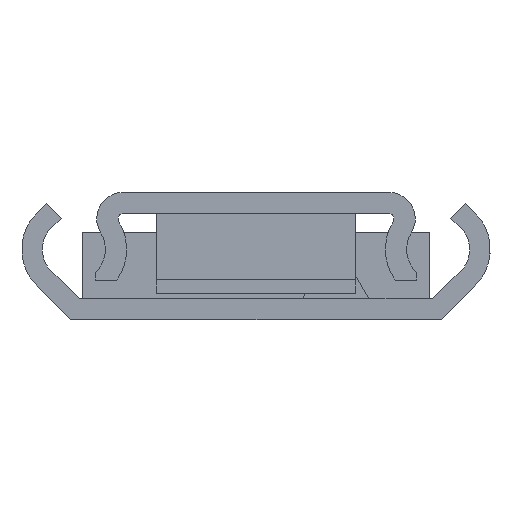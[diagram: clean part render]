
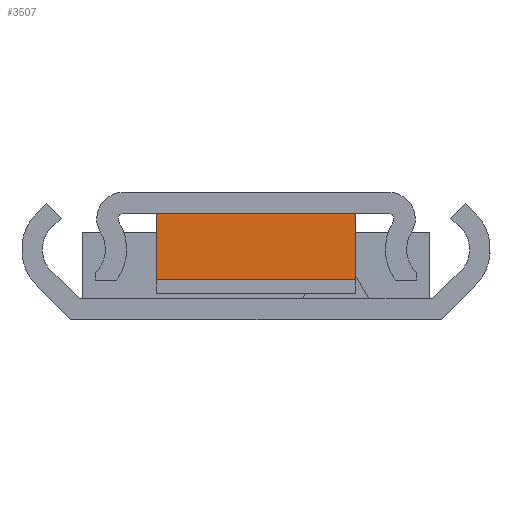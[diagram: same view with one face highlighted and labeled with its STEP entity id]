
A CAD part, left-side view. The second image highlights one B-rep face of the part: STEP entity #3507.
In plain terms, the highlighted planar face has unit normal (-1, 0, 0).
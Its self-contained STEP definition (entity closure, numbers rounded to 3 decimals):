
#46 = VERTEX_POINT ( 'NONE', #1590 ) ;
#79 = VERTEX_POINT ( 'NONE', #1582 ) ;
#316 = VERTEX_POINT ( 'NONE', #1551 ) ;
#340 = VERTEX_POINT ( 'NONE', #2538 ) ;
#726 = CARTESIAN_POINT ( 'NONE',  ( 147.2, 7.5, 5. ) ) ;
#727 = DIRECTION ( 'NONE',  ( 0., 0., 1. ) ) ;
#876 = ORIENTED_EDGE ( 'NONE', *, *, #1982, .T. ) ;
#877 = ORIENTED_EDGE ( 'NONE', *, *, #3564, .F. ) ;
#878 = ORIENTED_EDGE ( 'NONE', *, *, #1878, .F. ) ;
#880 = ORIENTED_EDGE ( 'NONE', *, *, #3522, .T. ) ;
#968 = LINE ( 'NONE', #2614, #3630 ) ;
#1136 = VECTOR ( 'NONE', #727, 1000. ) ;
#1426 = FACE_OUTER_BOUND ( 'NONE', #2789, .T. ) ;
#1446 = LINE ( 'NONE', #2175, #3477 ) ;
#1483 = LINE ( 'NONE', #726, #1136 ) ;
#1551 = CARTESIAN_POINT ( 'NONE',  ( 147.2, 7.5, 5. ) ) ;
#1582 = CARTESIAN_POINT ( 'NONE',  ( 147.2, -7.5, 0. ) ) ;
#1590 = CARTESIAN_POINT ( 'NONE',  ( 147.2, 7.5, 0. ) ) ;
#1878 = EDGE_CURVE ( 'NONE', #316, #340, #968, .T. ) ;
#1982 = EDGE_CURVE ( 'NONE', #46, #79, #2360, .T. ) ;
#2175 = CARTESIAN_POINT ( 'NONE',  ( 147.2, -7.5, 5. ) ) ;
#2189 = DIRECTION ( 'NONE',  ( 0., 0., 1. ) ) ;
#2267 = DIRECTION ( 'NONE',  ( 0., -1., 0. ) ) ;
#2271 = CARTESIAN_POINT ( 'NONE',  ( 147.2, 7.5, 0. ) ) ;
#2360 = LINE ( 'NONE', #2271, #3673 ) ;
#2538 = CARTESIAN_POINT ( 'NONE',  ( 147.2, -7.5, 5. ) ) ;
#2550 = DIRECTION ( 'NONE',  ( 0., -1., 0. ) ) ;
#2614 = CARTESIAN_POINT ( 'NONE',  ( 147.2, 7.5, 5. ) ) ;
#2789 = EDGE_LOOP ( 'NONE', ( #880, #878, #877, #876 ) ) ;
#3385 = PLANE ( 'NONE',  #3459 ) ;
#3401 = CARTESIAN_POINT ( 'NONE',  ( 147.2, 7.5, 5. ) ) ;
#3402 = DIRECTION ( 'NONE',  ( 0., 0., -1. ) ) ;
#3408 = DIRECTION ( 'NONE',  ( 1., 0., 0. ) ) ;
#3459 = AXIS2_PLACEMENT_3D ( 'NONE', #3401, #3408, #3402 ) ;
#3477 = VECTOR ( 'NONE', #2189, 1000. ) ;
#3507 = ADVANCED_FACE ( 'NONE', ( #1426 ), #3385, .F. ) ;
#3522 = EDGE_CURVE ( 'NONE', #79, #340, #1446, .T. ) ;
#3564 = EDGE_CURVE ( 'NONE', #46, #316, #1483, .T. ) ;
#3630 = VECTOR ( 'NONE', #2550, 1000. ) ;
#3673 = VECTOR ( 'NONE', #2267, 1000. ) ;
